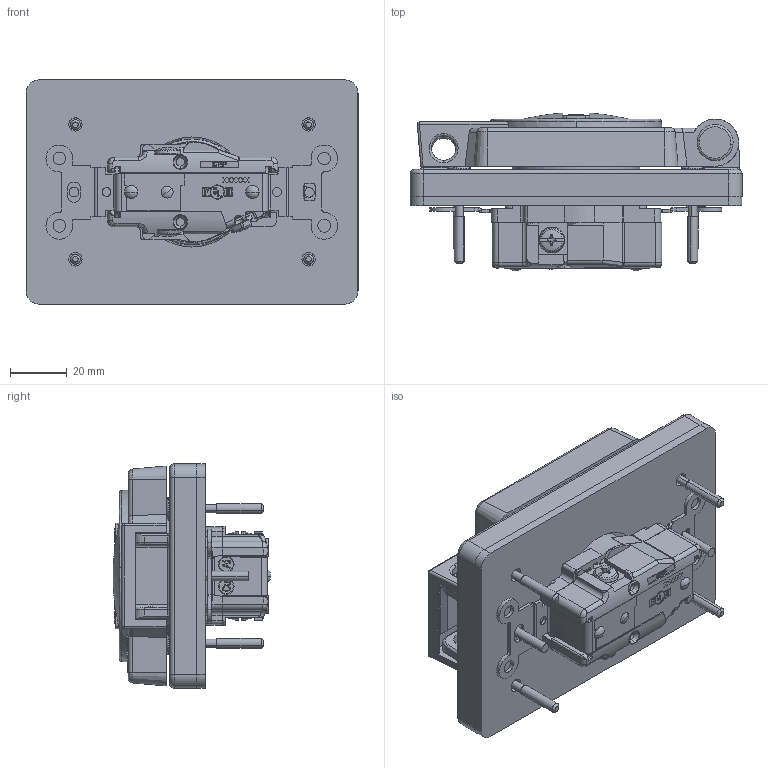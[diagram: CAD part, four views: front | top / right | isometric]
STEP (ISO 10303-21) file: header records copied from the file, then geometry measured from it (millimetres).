
FILE_DESCRIPTION (( 'STEP AP214' ), '1' );
FILE_NAME ('ORC6636-M01.STEP', '2025-07-28T19:25:50', ( '' ), ( '' ), 'SwSTEP 2.0', 'SolidWorks 2024', '' );
FILE_SCHEMA (( 'AUTOMOTIVE_DESIGN' ));
Length unit declared in the file: inch
Products named in the file (1): ORC6636-M01
Bounding box: 117.47 x 55.87 x 79.38 mm (x, y, z)
Surface area: 109064.7 mm2 (no closed solid volume)
Topology: 0 solids, 30 shells, 3927 faces, 10601 edges, 6935 vertices
Faces by surface type: plane 2411, cylinder 932, bspline 270, cone 154, torus 122, sphere 38
Entity records: 145752 total; most frequent: CARTESIAN_POINT 49755, ORIENTED_EDGE 21132, DIRECTION 18024, EDGE_CURVE 10566, VERTEX_POINT 6935, VECTOR 6664, LINE 6664, AXIS2_PLACEMENT_3D 5680
